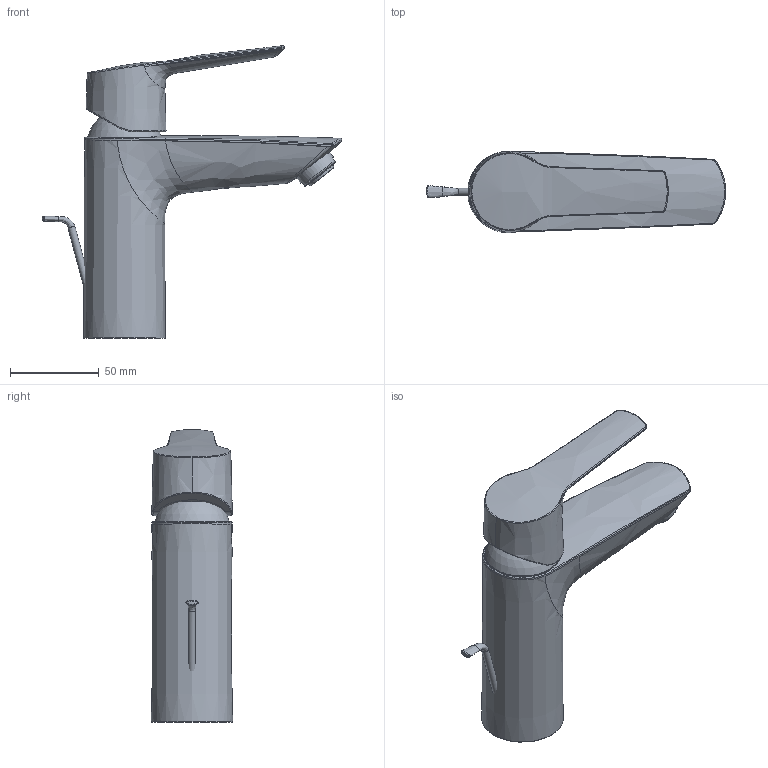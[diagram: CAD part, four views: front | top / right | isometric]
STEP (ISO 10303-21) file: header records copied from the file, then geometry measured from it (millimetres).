
FILE_DESCRIPTION(/* description */ ('Unknown'),/* implementation_level */ '2;1');
FILE_NAME(/* name */ '23918003',/* time_stamp */ '2022-09-08T19:21:29+02:00',/* author */ ('Unknown'),/* organization */ ('GROHE AG'),/* preprocessor_version */ 'ST-DEVELOPER v16.7',/* originating_system */ 'DEX',/* authorisation */ $);
FILE_SCHEMA (('AP242_MANAGED_MODEL_BASED_3D_ENGINEERING_MIM_LF { 1 0 10303 442 1 1 4 }','AUTOMOTIVE_DESIGN {1 0 10303 214 3 1 1}'));
Length unit declared in the file: millimetre
Products named in the file (5): 23918003; id42; 40.0051.000 - 40.0061.000 for customer; EuroSmart Evolution_+5mm_20190927
Assembly tree (4 placements, depth 2):
  23918003
    23918003
    id42
    40.0051.000 - 40.0061.000 for customer
    EuroSmart Evolution_+5mm_20190927
Bounding box: 168.97 x 46 x 165.19 mm (x, y, z)
Volume: 389.2 mm3; surface area: 46782.6 mm2
Topology: 1 solids, 9 shells, 850 faces, 2566 edges, 1670 vertices
Faces by surface type: plane 407, cylinder 244, bspline 92, cone 73, torus 33, sphere 1
Full cylindrical faces by diameter (mm): 4 x1, 5.325 x1, 8.875 x1, 12.35 x1, 15.75 x1, 16 x1, 18.9 x1, 19.97 x1, 20.1 x2, 23.6 x1, 23.87 x1, 41.9 x1
Entity records: 38928 total; most frequent: CARTESIAN_POINT 11672, ORIENTED_EDGE 4632, DIRECTION 4548, EDGE_CURVE 2501, AXIS2_PLACEMENT_3D 1880, VERTEX_POINT 1648, CIRCLE 1113, FACE_BOUND 910
